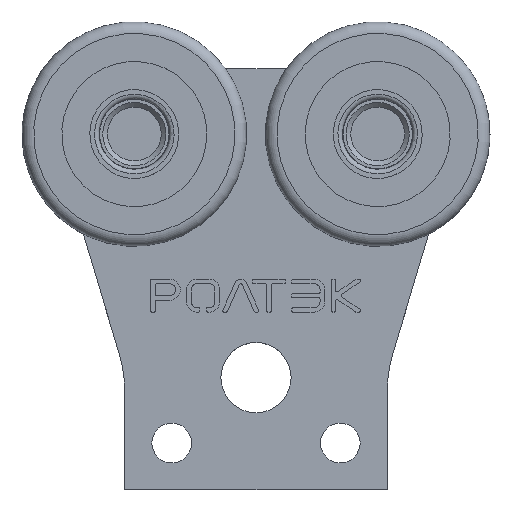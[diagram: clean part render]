
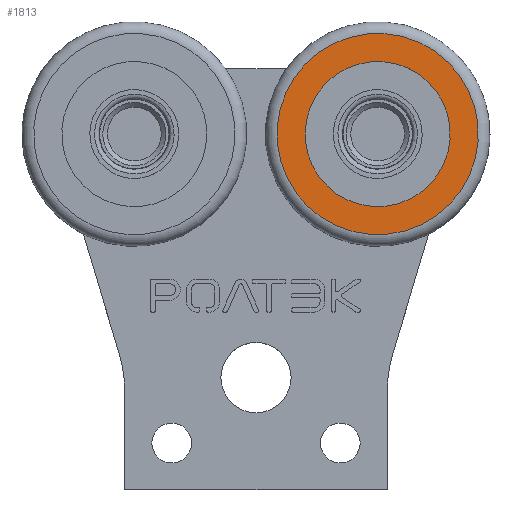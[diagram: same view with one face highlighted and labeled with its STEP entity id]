
A CAD part, top view. The second image highlights one B-rep face of the part: STEP entity #1813.
In plain terms, the highlighted planar face has unit normal (0, 0, 1).
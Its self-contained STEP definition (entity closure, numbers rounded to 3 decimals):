
#1813=ADVANCED_FACE('',(#3573,#3575),#3577,.F.);
#3573=FACE_BOUND('',#3574,.T.);
#3574=EDGE_LOOP('',(#4703));
#3575=FACE_BOUND('',#3576,.T.);
#3576=EDGE_LOOP('',(#4704));
#3577=PLANE('',#3578);
#3578=AXIS2_PLACEMENT_3D('',#3579,#3580,#3581);
#3579=CARTESIAN_POINT('',(66.,76.,30.75));
#3580=DIRECTION('',(0.,0.,-1.));
#3581=DIRECTION('',(-0.962,-0.273,0.));
#4703=ORIENTED_EDGE('',*,*,#5203,.F.);
#4704=ORIENTED_EDGE('',*,*,#5206,.T.);
#5203=EDGE_CURVE('',#5996,#5996,#5997,.T.);
#5206=EDGE_CURVE('',#6002,#6002,#6003,.T.);
#5996=VERTEX_POINT('',#7897);
#5997=CIRCLE('',#7898,21.5);
#6002=VERTEX_POINT('',#7912);
#6003=CIRCLE('',#7913,15.5);
#7897=CARTESIAN_POINT('',(45.314,70.14,30.75));
#7898=AXIS2_PLACEMENT_3D('',#7899,#7900,#7901);
#7899=CARTESIAN_POINT('',(66.,76.,30.75));
#7900=DIRECTION('',(0.,0.,-1.));
#7901=DIRECTION('',(-0.962,-0.273,0.));
#7912=CARTESIAN_POINT('',(51.087,71.776,30.75));
#7913=AXIS2_PLACEMENT_3D('',#7914,#7915,#7916);
#7914=CARTESIAN_POINT('',(66.,76.,30.75));
#7915=DIRECTION('',(0.,0.,-1.));
#7916=DIRECTION('',(-0.962,-0.273,0.));
